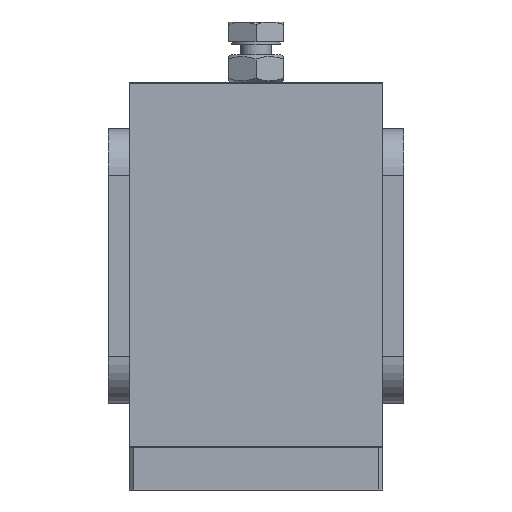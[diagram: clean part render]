
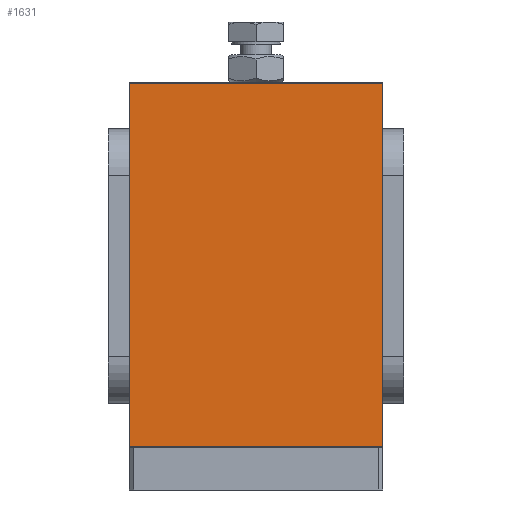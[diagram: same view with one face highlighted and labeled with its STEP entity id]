
A CAD part, left-side view. The second image highlights one B-rep face of the part: STEP entity #1631.
In plain terms, the highlighted face is planar.
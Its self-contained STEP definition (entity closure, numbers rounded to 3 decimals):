
#167=PLANE($,#1760);
#233=FACE_OUTER_BOUND($,#339,.T.);
#339=EDGE_LOOP($,(#1302,#1303,#1304,#1305));
#537=LINE($,#2821,#667);
#538=LINE($,#2823,#668);
#539=LINE($,#2825,#669);
#540=LINE($,#2826,#670);
#667=VECTOR($,#2045,85.964);
#668=VECTOR($,#2046,60.);
#669=VECTOR($,#2047,85.964);
#670=VECTOR($,#2048,60.);
#814=VERTEX_POINT($,#2819);
#815=VERTEX_POINT($,#2820);
#816=VERTEX_POINT($,#2822);
#817=VERTEX_POINT($,#2824);
#994=EDGE_CURVE($,#814,#815,#537,.T.);
#995=EDGE_CURVE($,#816,#814,#538,.T.);
#996=EDGE_CURVE($,#817,#816,#539,.T.);
#997=EDGE_CURVE($,#815,#817,#540,.T.);
#1302=ORIENTED_EDGE($,*,*,#994,.F.);
#1303=ORIENTED_EDGE($,*,*,#995,.F.);
#1304=ORIENTED_EDGE($,*,*,#996,.F.);
#1305=ORIENTED_EDGE($,*,*,#997,.F.);
#1631=ADVANCED_FACE($,(#233),#167,.F.);
#1760=AXIS2_PLACEMENT_3D($,#2818,#2043,#2044);
#2043=DIRECTION('center_axis',(0.,0.,1.));
#2044=DIRECTION('ref_axis',(1.,0.,0.));
#2045=DIRECTION($,(0.,1.,0.));
#2046=DIRECTION($,(1.,0.,0.));
#2047=DIRECTION($,(0.,-1.,0.));
#2048=DIRECTION($,(-1.,0.,0.));
#2818=CARTESIAN_POINT('Origin',(0.,-42.982,1.));
#2819=CARTESIAN_POINT('',(60.,-42.982,1.));
#2820=CARTESIAN_POINT('',(60.,42.982,1.));
#2821=CARTESIAN_POINT($,(60.,-21.495,1.));
#2822=CARTESIAN_POINT('',(0.,-42.982,1.));
#2823=CARTESIAN_POINT($,(0.,-42.982,1.));
#2824=CARTESIAN_POINT('',(0.,42.982,1.));
#2825=CARTESIAN_POINT($,(0.,-21.495,1.));
#2826=CARTESIAN_POINT($,(0.,42.982,1.));
